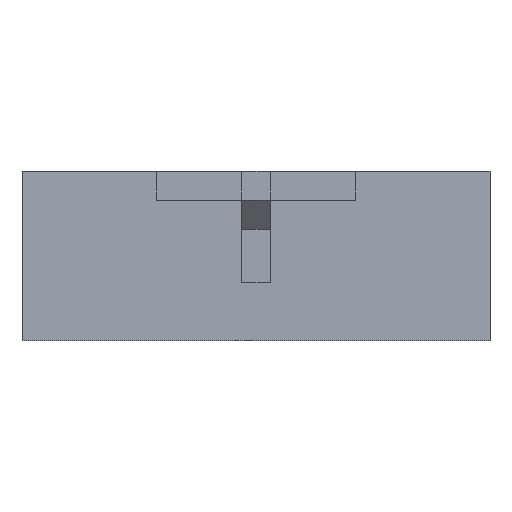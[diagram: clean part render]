
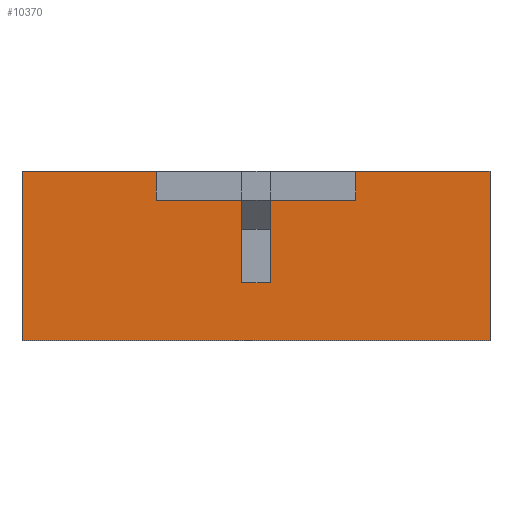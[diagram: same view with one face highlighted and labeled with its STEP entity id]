
A CAD part, left-side view. The second image highlights one B-rep face of the part: STEP entity #10370.
In plain terms, the highlighted planar face has unit normal (-1, 0, 0).
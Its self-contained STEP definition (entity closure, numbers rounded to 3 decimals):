
#1838 = VERTEX_POINT('',#1839);
#1839 = CARTESIAN_POINT('',(-17.26,-10.5,-3.8));
#1845 = EDGE_CURVE('',#1846,#1838,#1848,.T.);
#1846 = VERTEX_POINT('',#1847);
#1847 = CARTESIAN_POINT('',(-17.26,10.5,-3.8));
#1848 = LINE('',#1849,#1850);
#1849 = CARTESIAN_POINT('',(-17.26,10.5,-3.8));
#1850 = VECTOR('',#1851,1.);
#1851 = DIRECTION('',(0.,-1.,0.));
#6357 = VERTEX_POINT('',#6358);
#6358 = CARTESIAN_POINT('',(-17.26,-0.65,
    -1.2));
#6364 = EDGE_CURVE('',#6365,#6357,#6367,.T.);
#6365 = VERTEX_POINT('',#6366);
#6366 = CARTESIAN_POINT('',(-17.26,-0.65,2.5));
#6367 = LINE('',#6368,#6369);
#6368 = CARTESIAN_POINT('',(-17.26,-0.65,2.5));
#6369 = VECTOR('',#6370,1.);
#6370 = DIRECTION('',(0.,0.,-1.));
#6395 = EDGE_CURVE('',#6396,#6365,#6398,.T.);
#6396 = VERTEX_POINT('',#6397);
#6397 = CARTESIAN_POINT('',(-17.26,-4.475,2.5));
#6398 = LINE('',#6399,#6400);
#6399 = CARTESIAN_POINT('',(-17.26,-4.475,2.5));
#6400 = VECTOR('',#6401,1.);
#6401 = DIRECTION('',(0.,1.,0.));
#6491 = VERTEX_POINT('',#6492);
#6492 = CARTESIAN_POINT('',(-17.26,-4.475,
    3.8));
#6498 = EDGE_CURVE('',#6499,#6491,#6501,.T.);
#6499 = VERTEX_POINT('',#6500);
#6500 = CARTESIAN_POINT('',(-17.26,-10.5,3.8));
#6501 = LINE('',#6502,#6503);
#6502 = CARTESIAN_POINT('',(-17.26,-10.5,3.8));
#6503 = VECTOR('',#6504,1.);
#6504 = DIRECTION('',(0.,1.,0.));
#6555 = VERTEX_POINT('',#6556);
#6556 = CARTESIAN_POINT('',(-17.26,10.5,3.8));
#6562 = EDGE_CURVE('',#6563,#6555,#6565,.T.);
#6563 = VERTEX_POINT('',#6564);
#6564 = CARTESIAN_POINT('',(-17.26,4.475,
    3.8));
#6565 = LINE('',#6566,#6567);
#6566 = CARTESIAN_POINT('',(-17.26,4.475,
    3.8));
#6567 = VECTOR('',#6568,1.);
#6568 = DIRECTION('',(0.,1.,0.));
#7163 = EDGE_CURVE('',#7164,#6563,#7166,.T.);
#7164 = VERTEX_POINT('',#7165);
#7165 = CARTESIAN_POINT('',(-17.26,4.475,2.5));
#7166 = LINE('',#7167,#7168);
#7167 = CARTESIAN_POINT('',(-17.26,4.475,2.5));
#7168 = VECTOR('',#7169,1.);
#7169 = DIRECTION('',(0.,0.,1.));
#7186 = EDGE_CURVE('',#7187,#7164,#7189,.T.);
#7187 = VERTEX_POINT('',#7188);
#7188 = CARTESIAN_POINT('',(-17.26,0.65,2.5));
#7189 = LINE('',#7190,#7191);
#7190 = CARTESIAN_POINT('',(-17.26,0.65,2.5));
#7191 = VECTOR('',#7192,1.);
#7192 = DIRECTION('',(0.,1.,0.));
#10370 = ADVANCED_FACE('',(#10371),#10412,.T.);
#10371 = FACE_BOUND('',#10372,.T.);
#10372 = EDGE_LOOP('',(#10373,#10374,#10375,#10383,#10389,#10390,#10391,
    #10392,#10398,#10399,#10405,#10406));
#10373 = ORIENTED_EDGE('',*,*,#6395,.T.);
#10374 = ORIENTED_EDGE('',*,*,#6364,.T.);
#10375 = ORIENTED_EDGE('',*,*,#10376,.T.);
#10376 = EDGE_CURVE('',#6357,#10377,#10379,.T.);
#10377 = VERTEX_POINT('',#10378);
#10378 = CARTESIAN_POINT('',(-17.26,0.65,
    -1.2));
#10379 = LINE('',#10380,#10381);
#10380 = CARTESIAN_POINT('',(-17.26,-0.65,
    -1.2));
#10381 = VECTOR('',#10382,1.);
#10382 = DIRECTION('',(0.,1.,0.));
#10383 = ORIENTED_EDGE('',*,*,#10384,.T.);
#10384 = EDGE_CURVE('',#10377,#7187,#10385,.T.);
#10385 = LINE('',#10386,#10387);
#10386 = CARTESIAN_POINT('',(-17.26,0.65,
    -1.2));
#10387 = VECTOR('',#10388,1.);
#10388 = DIRECTION('',(0.,0.,1.));
#10389 = ORIENTED_EDGE('',*,*,#7186,.T.);
#10390 = ORIENTED_EDGE('',*,*,#7163,.T.);
#10391 = ORIENTED_EDGE('',*,*,#6562,.T.);
#10392 = ORIENTED_EDGE('',*,*,#10393,.T.);
#10393 = EDGE_CURVE('',#6555,#1846,#10394,.T.);
#10394 = LINE('',#10395,#10396);
#10395 = CARTESIAN_POINT('',(-17.26,10.5,3.8));
#10396 = VECTOR('',#10397,1.);
#10397 = DIRECTION('',(0.,0.,-1.));
#10398 = ORIENTED_EDGE('',*,*,#1845,.T.);
#10399 = ORIENTED_EDGE('',*,*,#10400,.T.);
#10400 = EDGE_CURVE('',#1838,#6499,#10401,.T.);
#10401 = LINE('',#10402,#10403);
#10402 = CARTESIAN_POINT('',(-17.26,-10.5,-3.8));
#10403 = VECTOR('',#10404,1.);
#10404 = DIRECTION('',(0.,0.,1.));
#10405 = ORIENTED_EDGE('',*,*,#6498,.T.);
#10406 = ORIENTED_EDGE('',*,*,#10407,.T.);
#10407 = EDGE_CURVE('',#6491,#6396,#10408,.T.);
#10408 = LINE('',#10409,#10410);
#10409 = CARTESIAN_POINT('',(-17.26,-4.475,
    3.8));
#10410 = VECTOR('',#10411,1.);
#10411 = DIRECTION('',(0.,0.,-1.));
#10412 = PLANE('',#10413);
#10413 = AXIS2_PLACEMENT_3D('',#10414,#10415,#10416);
#10414 = CARTESIAN_POINT('',(-17.26,0.,-0.051));
#10415 = DIRECTION('',(-1.,-0.,-0.));
#10416 = DIRECTION('',(0.,0.,-1.));
